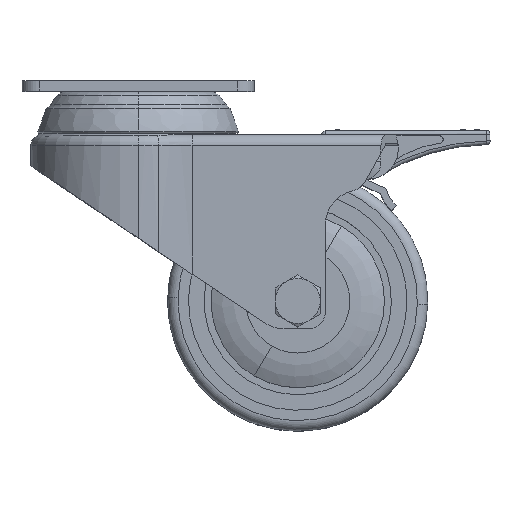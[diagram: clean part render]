
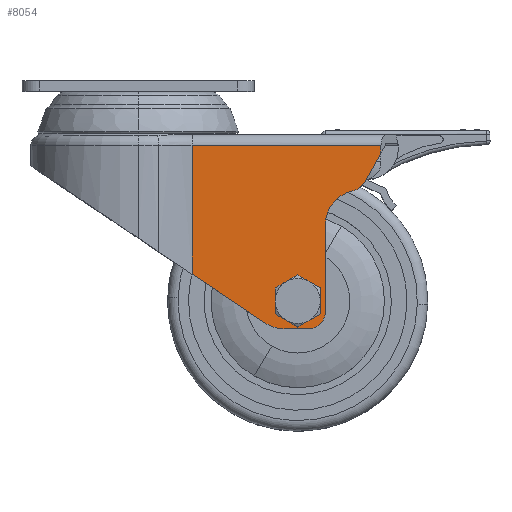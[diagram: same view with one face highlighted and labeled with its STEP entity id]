
A CAD part, top view. The second image highlights one B-rep face of the part: STEP entity #8054.
In plain terms, the highlighted planar face has unit normal (0, 0, 1).
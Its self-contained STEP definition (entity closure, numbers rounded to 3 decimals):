
#163 = VECTOR ( 'NONE', #10833, 1000. ) ;
#185 = CARTESIAN_POINT ( 'NONE',  ( 49., -63.5, 29.5 ) ) ;
#210 = CARTESIAN_POINT ( 'NONE',  ( 42.046, -68.5, 29.5 ) ) ;
#358 = DIRECTION ( 'NONE',  ( 0., -1., 0. ) ) ;
#369 = CARTESIAN_POINT ( 'NONE',  ( 60.897, -23.824, 29.5 ) ) ;
#420 = DIRECTION ( 'NONE',  ( -0.491, -0.871, 0. ) ) ;
#524 = AXIS2_PLACEMENT_3D ( 'NONE', #7831, #2482, #1468 ) ;
#710 = CARTESIAN_POINT ( 'NONE',  ( 49., -68.5, 29.5 ) ) ;
#941 = CARTESIAN_POINT ( 'NONE',  ( 61.932, -28.716, 29.5 ) ) ;
#994 = DIRECTION ( 'NONE',  ( 1., 0., 0. ) ) ;
#1241 = CIRCLE ( 'NONE', #2687, 10. ) ;
#1454 = DIRECTION ( 'NONE',  ( 0., -1., 0. ) ) ;
#1468 = DIRECTION ( 'NONE',  ( 0., -1., 0. ) ) ;
#1564 = LINE ( 'NONE', #4313, #3377 ) ;
#1575 = CARTESIAN_POINT ( 'NONE',  ( 65.252, -26.282, 29.5 ) ) ;
#1592 = DIRECTION ( 'NONE',  ( 0., 0., 1. ) ) ;
#2092 = EDGE_LOOP ( 'NONE', ( #13041, #13967, #11765, #10415, #11876, #4028, #10002, #4559, #7978, #7505, #10060 ) ) ;
#2201 = VECTOR ( 'NONE', #358, 1000. ) ;
#2227 = DIRECTION ( 'NONE',  ( 0., -1., 0. ) ) ;
#2482 = DIRECTION ( 'NONE',  ( 0., 0., 1. ) ) ;
#2500 = VERTEX_POINT ( 'NONE', #5661 ) ;
#2687 = AXIS2_PLACEMENT_3D ( 'NONE', #13233, #1592, #1454 ) ;
#3004 = CARTESIAN_POINT ( 'NONE',  ( 54., -15., 29.5 ) ) ;
#3006 = EDGE_CURVE ( 'NONE', #5235, #3046, #8222, .T. ) ;
#3044 = DIRECTION ( 'NONE',  ( 0., -1., 0. ) ) ;
#3046 = VERTEX_POINT ( 'NONE', #4425 ) ;
#3078 = CARTESIAN_POINT ( 'NONE',  ( 15.516, -52.732, 29.5 ) ) ;
#3102 = EDGE_CURVE ( 'NONE', #5240, #9340, #5898, .T. ) ;
#3248 = VERTEX_POINT ( 'NONE', #941 ) ;
#3294 = CARTESIAN_POINT ( 'NONE',  ( 50., -60.5, 29.5 ) ) ;
#3377 = VECTOR ( 'NONE', #4360, 1000. ) ;
#3726 = AXIS2_PLACEMENT_3D ( 'NONE', #7221, #9461, #7366 ) ;
#3955 = VECTOR ( 'NONE', #9843, 1000. ) ;
#4028 = ORIENTED_EDGE ( 'NONE', *, *, #3102, .T. ) ;
#4313 = CARTESIAN_POINT ( 'NONE',  ( -1.946, -41.008, 29.5 ) ) ;
#4360 = DIRECTION ( 'NONE',  ( -0.83, 0.557, 0. ) ) ;
#4425 = CARTESIAN_POINT ( 'NONE',  ( 54., -63.5, 29.5 ) ) ;
#4559 = ORIENTED_EDGE ( 'NONE', *, *, #7450, .T. ) ;
#5181 = VERTEX_POINT ( 'NONE', #210 ) ;
#5187 = DIRECTION ( 'NONE',  ( 0., 0., 1. ) ) ;
#5235 = VERTEX_POINT ( 'NONE', #710 ) ;
#5240 = VERTEX_POINT ( 'NONE', #11514 ) ;
#5302 = EDGE_CURVE ( 'NONE', #6029, #12419, #10787, .T. ) ;
#5643 = CARTESIAN_POINT ( 'NONE',  ( 15.516, -15.737, 29.5 ) ) ;
#5661 = CARTESIAN_POINT ( 'NONE',  ( 70., -17.868, 29.5 ) ) ;
#5712 = EDGE_CURVE ( 'NONE', #3248, #11533, #7784, .T. ) ;
#5898 = LINE ( 'NONE', #8826, #2201 ) ;
#6029 = VERTEX_POINT ( 'NONE', #3294 ) ;
#6313 = EDGE_CURVE ( 'NONE', #5181, #5235, #9095, .T. ) ;
#6653 = EDGE_CURVE ( 'NONE', #12679, #9340, #1564, .T. ) ;
#7198 = CARTESIAN_POINT ( 'NONE',  ( 15.516, -15., 29.5 ) ) ;
#7221 = CARTESIAN_POINT ( 'NONE',  ( 46., -60.5, 29.5 ) ) ;
#7247 = DIRECTION ( 'NONE',  ( 0., 0., 1. ) ) ;
#7306 = LINE ( 'NONE', #5643, #3955 ) ;
#7366 = DIRECTION ( 'NONE',  ( 1., 0., 0. ) ) ;
#7450 = EDGE_CURVE ( 'NONE', #12679, #5181, #1241, .T. ) ;
#7505 = ORIENTED_EDGE ( 'NONE', *, *, #3006, .T. ) ;
#7540 = CARTESIAN_POINT ( 'NONE',  ( 54., -38.5, 29.5 ) ) ;
#7574 = DIRECTION ( 'NONE',  ( 0., 0., 1. ) ) ;
#7784 = CIRCLE ( 'NONE', #7887, 5. ) ;
#7831 = CARTESIAN_POINT ( 'NONE',  ( 64., -38.5, 29.5 ) ) ;
#7887 = AXIS2_PLACEMENT_3D ( 'NONE', #369, #9066, #10052 ) ;
#7978 = ORIENTED_EDGE ( 'NONE', *, *, #6313, .T. ) ;
#8054 = ADVANCED_FACE ( 'NONE', ( #13503, #12465 ), #13861, .T. ) ;
#8222 = CIRCLE ( 'NONE', #9883, 5. ) ;
#8736 = EDGE_CURVE ( 'NONE', #5240, #12684, #7306, .T. ) ;
#8826 = CARTESIAN_POINT ( 'NONE',  ( 15.516, -15., 29.5 ) ) ;
#9049 = DIRECTION ( 'NONE',  ( 1., 0., 0. ) ) ;
#9066 = DIRECTION ( 'NONE',  ( 0., 0., 1. ) ) ;
#9095 = LINE ( 'NONE', #11307, #13506 ) ;
#9340 = VERTEX_POINT ( 'NONE', #3078 ) ;
#9461 = DIRECTION ( 'NONE',  ( 0., 0., 1. ) ) ;
#9735 = CIRCLE ( 'NONE', #524, 10. ) ;
#9843 = DIRECTION ( 'NONE',  ( 1., 0., 0. ) ) ;
#9857 = LINE ( 'NONE', #13908, #163 ) ;
#9883 = AXIS2_PLACEMENT_3D ( 'NONE', #185, #7574, #2227 ) ;
#9901 = EDGE_CURVE ( 'NONE', #2500, #12684, #9857, .T. ) ;
#10000 = AXIS2_PLACEMENT_3D ( 'NONE', #10524, #5187, #994 ) ;
#10002 = ORIENTED_EDGE ( 'NONE', *, *, #6653, .F. ) ;
#10052 = DIRECTION ( 'NONE',  ( 0., -1., 0. ) ) ;
#10060 = ORIENTED_EDGE ( 'NONE', *, *, #11694, .F. ) ;
#10371 = DIRECTION ( 'NONE',  ( 0., -1., 0. ) ) ;
#10415 = ORIENTED_EDGE ( 'NONE', *, *, #9901, .T. ) ;
#10478 = LINE ( 'NONE', #3004, #13729 ) ;
#10524 = CARTESIAN_POINT ( 'NONE',  ( 46., -60.5, 29.5 ) ) ;
#10683 = ORIENTED_EDGE ( 'NONE', *, *, #5302, .F. ) ;
#10759 = EDGE_LOOP ( 'NONE', ( #10683, #12770 ) ) ;
#10787 = CIRCLE ( 'NONE', #3726, 4. ) ;
#10833 = DIRECTION ( 'NONE',  ( 0., 1., 0. ) ) ;
#11002 = VECTOR ( 'NONE', #420, 1000. ) ;
#11093 = EDGE_CURVE ( 'NONE', #2500, #11533, #13226, .T. ) ;
#11273 = CARTESIAN_POINT ( 'NONE',  ( 58.068, -39.013, 29.5 ) ) ;
#11307 = CARTESIAN_POINT ( 'NONE',  ( 15.516, -68.5, 29.5 ) ) ;
#11514 = CARTESIAN_POINT ( 'NONE',  ( 15.516, -15.737, 29.5 ) ) ;
#11533 = VERTEX_POINT ( 'NONE', #1575 ) ;
#11694 = EDGE_CURVE ( 'NONE', #12382, #3046, #10478, .T. ) ;
#11765 = ORIENTED_EDGE ( 'NONE', *, *, #11093, .F. ) ;
#11876 = ORIENTED_EDGE ( 'NONE', *, *, #8736, .F. ) ;
#11936 = CARTESIAN_POINT ( 'NONE',  ( 42., -60.5, 29.5 ) ) ;
#12189 = EDGE_CURVE ( 'NONE', #12419, #6029, #13964, .T. ) ;
#12382 = VERTEX_POINT ( 'NONE', #7540 ) ;
#12419 = VERTEX_POINT ( 'NONE', #11936 ) ;
#12457 = CARTESIAN_POINT ( 'NONE',  ( 36.471, -66.802, 29.5 ) ) ;
#12465 = FACE_BOUND ( 'NONE', #10759, .T. ) ;
#12679 = VERTEX_POINT ( 'NONE', #12457 ) ;
#12684 = VERTEX_POINT ( 'NONE', #13573 ) ;
#12770 = ORIENTED_EDGE ( 'NONE', *, *, #12189, .F. ) ;
#13000 = EDGE_CURVE ( 'NONE', #3248, #12382, #9735, .T. ) ;
#13041 = ORIENTED_EDGE ( 'NONE', *, *, #13000, .F. ) ;
#13226 = LINE ( 'NONE', #11273, #11002 ) ;
#13233 = CARTESIAN_POINT ( 'NONE',  ( 42.046, -58.5, 29.5 ) ) ;
#13503 = FACE_OUTER_BOUND ( 'NONE', #2092, .T. ) ;
#13506 = VECTOR ( 'NONE', #9049, 1000. ) ;
#13573 = CARTESIAN_POINT ( 'NONE',  ( 70., -15.737, 29.5 ) ) ;
#13729 = VECTOR ( 'NONE', #3044, 1000. ) ;
#13861 = PLANE ( 'NONE',  #13891 ) ;
#13891 = AXIS2_PLACEMENT_3D ( 'NONE', #7198, #7247, #10371 ) ;
#13908 = CARTESIAN_POINT ( 'NONE',  ( 70., -68.5, 29.5 ) ) ;
#13964 = CIRCLE ( 'NONE', #10000, 4. ) ;
#13967 = ORIENTED_EDGE ( 'NONE', *, *, #5712, .T. ) ;
